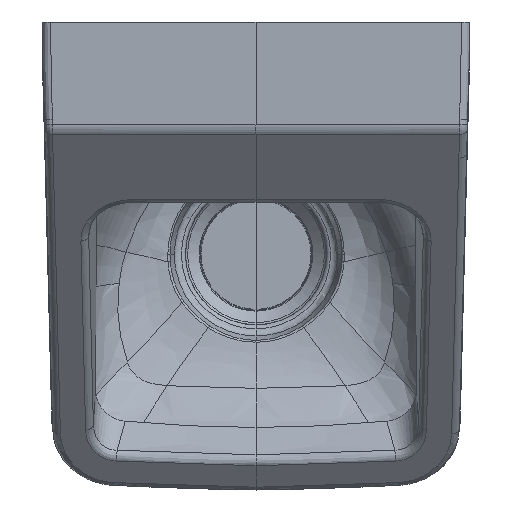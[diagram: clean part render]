
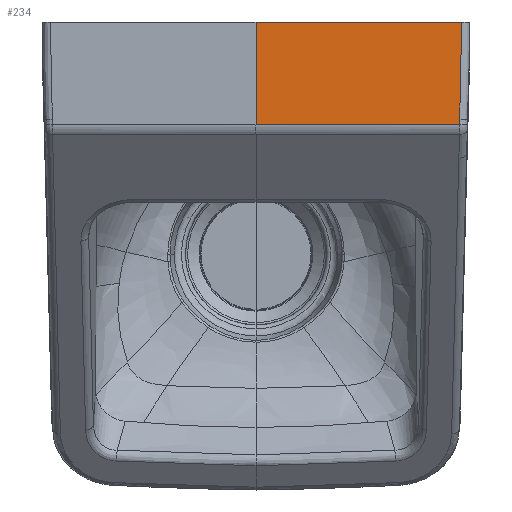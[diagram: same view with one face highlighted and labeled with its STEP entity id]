
A CAD part, top view. The second image highlights one B-rep face of the part: STEP entity #234.
In plain terms, the highlighted planar face has unit normal (0, 0, 1).
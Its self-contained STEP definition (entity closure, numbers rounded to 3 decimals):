
#93=PLANE('',#2569);
#142=(
BOUNDED_CURVE()
B_SPLINE_CURVE(3,(#11149,#11150,#11151,#11152),.UNSPECIFIED.,.F.,.F.)
B_SPLINE_CURVE_WITH_KNOTS((4,4),(0.,1.),.UNSPECIFIED.)
CURVE()
GEOMETRIC_REPRESENTATION_ITEM()
RATIONAL_B_SPLINE_CURVE((1.,1.,1.,
1.))
REPRESENTATION_ITEM('')
);
#234=ADVANCED_FACE('',(#480),#93,.T.);
#480=FACE_OUTER_BOUND('',#634,.T.);
#634=EDGE_LOOP('',(#1393,#1394,#1395,#1396,#1397,#1398));
#882=B_SPLINE_CURVE_WITH_KNOTS('',3,(#13046,#13047,#13048,#13049,#13050,
#13051,#13052,#13053,#13054,#13055,#13056,#13057,#13058,#13059,#13060,#13061,
#13062,#13063,#13064,#13065,#13066,#13067,#13068,#13069,#13070,#13071,#13072,
#13073,#13074,#13075,#13076,#13077,#13078,#13079,#13080,#13081,#13082,#13083,
#13084,#13085,#13086,#13087,#13088,#13089,#13090,#13091,#13092,#13093,#13094,
#13095,#13096,#13097,#13098,#13099,#13100,#13101,#13102,#13103,#13104,#13105,
#13106,#13107,#13108,#13109,#13110,#13111,#13112,#13113,#13114,#13115,#13116,
#13117,#13118,#13119,#13120,#13121,#13122,#13123,#13124),.UNSPECIFIED.,
 .F.,.F.,(4,2,2,1,1,1,2,2,2,2,2,2,2,2,2,2,2,2,2,2,2,2,2,2,2,2,2,2,1,2,2,
2,2,2,1,2,2,1,1,2,2,2,4),(0.,0.25,0.252,0.254,
0.258,0.266,0.281,0.312,
0.32,0.328,0.344,0.352,
0.359,0.375,0.437,0.453,
0.469,0.484,0.5,0.508,0.516,
0.531,0.562,0.594,0.609,
0.625,0.656,0.687,0.703,
0.711,0.715,0.719,0.75,
0.758,0.766,0.781,0.812,
0.844,0.852,0.855,0.859,
0.875,1.),.UNSPECIFIED.);
#883=B_SPLINE_CURVE_WITH_KNOTS('',3,(#13126,#13127,#13128,#13129),
 .UNSPECIFIED.,.F.,.F.,(4,4),(0.,1.),.UNSPECIFIED.);
#1393=ORIENTED_EDGE('',*,*,#2311,.F.);
#1394=ORIENTED_EDGE('',*,*,#2272,.T.);
#1395=ORIENTED_EDGE('',*,*,#2249,.F.);
#1396=ORIENTED_EDGE('',*,*,#2312,.F.);
#1397=ORIENTED_EDGE('',*,*,#2313,.F.);
#1398=ORIENTED_EDGE('',*,*,#2096,.F.);
#1846=VERTEX_POINT('',#2731);
#1847=VERTEX_POINT('',#2732);
#1954=VERTEX_POINT('',#11148);
#1955=VERTEX_POINT('',#11153);
#1970=VERTEX_POINT('',#11724);
#1991=VERTEX_POINT('',#13125);
#2096=EDGE_CURVE('',#1846,#1847,#2498,.T.);
#2249=EDGE_CURVE('',#1954,#1955,#142,.T.);
#2272=EDGE_CURVE('',#1970,#1955,#2504,.T.);
#2311=EDGE_CURVE('',#1970,#1846,#2511,.T.);
#2312=EDGE_CURVE('',#1991,#1954,#882,.T.);
#2313=EDGE_CURVE('',#1847,#1991,#883,.T.);
#2498=LINE('',#2730,#2516);
#2504=LINE('',#11723,#2522);
#2511=LINE('',#13045,#2529);
#2516=VECTOR('',#2595,1.);
#2522=VECTOR('',#2649,1.);
#2529=VECTOR('',#2676,1.);
#2569=AXIS2_PLACEMENT_3D('',#13130,#2677,#2678);
#2595=DIRECTION('',(1.,0.,0.));
#2649=DIRECTION('',(1.,0.,0.));
#2676=DIRECTION('',(0.,1.,0.));
#2677=DIRECTION('',(0.,0.,1.));
#2678=DIRECTION('',(-1.,0.,0.));
#2730=CARTESIAN_POINT('',(-0.001,8.,-0.004));
#2731=CARTESIAN_POINT('',(0.,8.,-0.004));
#2732=CARTESIAN_POINT('',(158.043,7.998,-0.004));
#11148=CARTESIAN_POINT('',(156.643,-66.675,-0.004));
#11149=CARTESIAN_POINT('',(156.642,-66.675,-0.004));
#11150=CARTESIAN_POINT('',(156.606,-67.995,-0.004));
#11151=CARTESIAN_POINT('',(156.584,-69.316,-0.004));
#11152=CARTESIAN_POINT('',(156.559,-70.637,-0.004));
#11153=CARTESIAN_POINT('',(156.559,-70.637,-0.004));
#11723=CARTESIAN_POINT('',(162.344,-70.637,-0.004));
#11724=CARTESIAN_POINT('',(0.,-70.637,-0.004));
#13045=CARTESIAN_POINT('',(0.,-75.004,-0.004));
#13046=CARTESIAN_POINT('',(158.009,-0.004,-0.004));
#13047=CARTESIAN_POINT('',(157.96,-11.018,-0.004));
#13048=CARTESIAN_POINT('',(157.93,-16.726,-0.004));
#13049=CARTESIAN_POINT('',(157.928,-17.133,-0.004));
#13050=CARTESIAN_POINT('',(157.928,-17.209,-0.004));
#13051=CARTESIAN_POINT('',(157.927,-17.288,-0.004));
#13052=CARTESIAN_POINT('',(157.927,-17.406,-0.004));
#13053=CARTESIAN_POINT('',(157.925,-17.683,-0.004));
#13054=CARTESIAN_POINT('',(157.923,-18.237,-0.004));
#13055=CARTESIAN_POINT('',(157.92,-18.711,-0.004));
#13056=CARTESIAN_POINT('',(157.915,-19.66,-0.004));
#13057=CARTESIAN_POINT('',(157.912,-20.293,-0.004));
#13058=CARTESIAN_POINT('',(157.908,-21.083,-0.004));
#13059=CARTESIAN_POINT('',(157.907,-21.322,-0.004));
#13060=CARTESIAN_POINT('',(157.905,-21.696,-0.004));
#13061=CARTESIAN_POINT('',(157.904,-21.875,-0.004));
#13062=CARTESIAN_POINT('',(157.901,-22.388,-0.004));
#13063=CARTESIAN_POINT('',(157.898,-22.699,-0.004));
#13064=CARTESIAN_POINT('',(157.895,-23.118,-0.004));
#13065=CARTESIAN_POINT('',(157.893,-23.317,-0.004));
#13066=CARTESIAN_POINT('',(157.89,-23.657,-0.004));
#13067=CARTESIAN_POINT('',(157.889,-23.826,-0.004));
#13068=CARTESIAN_POINT('',(157.884,-24.335,-0.004));
#13069=CARTESIAN_POINT('',(157.881,-24.675,-0.004));
#13070=CARTESIAN_POINT('',(157.864,-26.371,-0.004));
#13071=CARTESIAN_POINT('',(157.845,-27.669,-0.004));
#13072=CARTESIAN_POINT('',(157.815,-29.272,-0.004));
#13073=CARTESIAN_POINT('',(157.807,-29.7,-0.004));
#13074=CARTESIAN_POINT('',(157.79,-30.448,-0.004));
#13075=CARTESIAN_POINT('',(157.781,-30.822,-0.004));
#13076=CARTESIAN_POINT('',(157.762,-31.571,-0.004));
#13077=CARTESIAN_POINT('',(157.75,-32.017,-0.004));
#13078=CARTESIAN_POINT('',(157.729,-32.734,-0.004));
#13079=CARTESIAN_POINT('',(157.718,-33.058,-0.004));
#13080=CARTESIAN_POINT('',(157.704,-33.492,-0.004));
#13081=CARTESIAN_POINT('',(157.701,-33.568,-0.004));
#13082=CARTESIAN_POINT('',(157.693,-33.813,-0.004));
#13083=CARTESIAN_POINT('',(157.689,-33.943,-0.004));
#13084=CARTESIAN_POINT('',(157.675,-34.356,-0.004));
#13085=CARTESIAN_POINT('',(157.664,-34.663,-0.004));
#13086=CARTESIAN_POINT('',(157.629,-35.679,-0.004));
#13087=CARTESIAN_POINT('',(157.597,-36.561,-0.004));
#13088=CARTESIAN_POINT('',(157.547,-37.913,-0.004));
#13089=CARTESIAN_POINT('',(157.524,-38.536,-0.004));
#13090=CARTESIAN_POINT('',(157.491,-39.39,-0.004));
#13091=CARTESIAN_POINT('',(157.484,-39.584,-0.004));
#13092=CARTESIAN_POINT('',(157.454,-40.365,-0.004));
#13093=CARTESIAN_POINT('',(157.44,-40.757,-0.004));
#13094=CARTESIAN_POINT('',(157.395,-41.936,-0.004));
#13095=CARTESIAN_POINT('',(157.365,-42.729,-0.004));
#13096=CARTESIAN_POINT('',(157.305,-44.326,-0.004));
#13097=CARTESIAN_POINT('',(157.283,-44.924,-0.004));
#13098=CARTESIAN_POINT('',(157.247,-45.929,-0.004));
#13099=CARTESIAN_POINT('',(157.229,-46.432,-0.004));
#13100=CARTESIAN_POINT('',(157.212,-46.935,-0.004));
#13101=CARTESIAN_POINT('',(157.203,-47.186,-0.004));
#13102=CARTESIAN_POINT('',(157.201,-47.242,-0.004));
#13103=CARTESIAN_POINT('',(157.192,-47.508,-0.004));
#13104=CARTESIAN_POINT('',(157.188,-47.637,-0.004));
#13105=CARTESIAN_POINT('',(157.15,-48.764,-0.004));
#13106=CARTESIAN_POINT('',(157.127,-49.513,-0.004));
#13107=CARTESIAN_POINT('',(157.108,-50.133,-0.004));
#13108=CARTESIAN_POINT('',(157.101,-50.349,-0.004));
#13109=CARTESIAN_POINT('',(157.091,-50.676,-0.004));
#13110=CARTESIAN_POINT('',(157.077,-51.156,-0.004));
#13111=CARTESIAN_POINT('',(157.063,-51.601,-0.004));
#13112=CARTESIAN_POINT('',(157.038,-52.444,-0.004));
#13113=CARTESIAN_POINT('',(157.018,-53.145,-0.004));
#13114=CARTESIAN_POINT('',(156.978,-54.532,-0.004));
#13115=CARTESIAN_POINT('',(156.952,-55.436,-0.004));
#13116=CARTESIAN_POINT('',(156.922,-56.479,-0.004));
#13117=CARTESIAN_POINT('',(156.914,-56.768,-0.004));
#13118=CARTESIAN_POINT('',(156.909,-56.961,-0.004));
#13119=CARTESIAN_POINT('',(156.905,-57.107,-0.004));
#13120=CARTESIAN_POINT('',(156.882,-57.919,-0.004));
#13121=CARTESIAN_POINT('',(156.865,-58.536,-0.004));
#13122=CARTESIAN_POINT('',(156.72,-63.782,-0.004));
#13123=CARTESIAN_POINT('',(156.653,-66.301,-0.004));
#13124=CARTESIAN_POINT('',(156.643,-66.675,-0.004));
#13125=CARTESIAN_POINT('',(158.009,-0.004,-0.004));
#13126=CARTESIAN_POINT('',(158.043,7.996,-0.004));
#13127=CARTESIAN_POINT('',(158.032,5.329,-0.004));
#13128=CARTESIAN_POINT('',(158.02,2.662,-0.004));
#13129=CARTESIAN_POINT('',(158.009,-0.004,-0.004));
#13130=CARTESIAN_POINT('',(-0.001,-75.004,-0.004));
